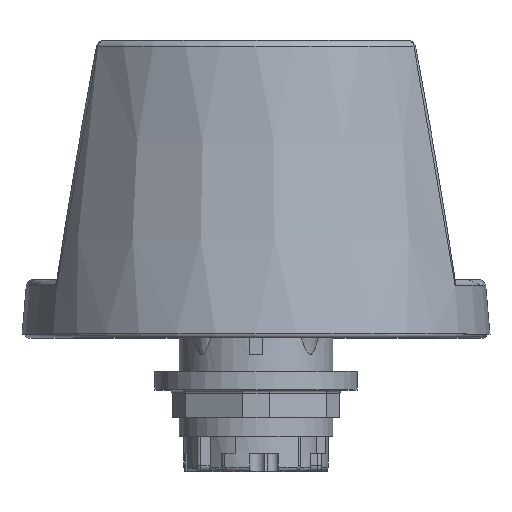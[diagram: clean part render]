
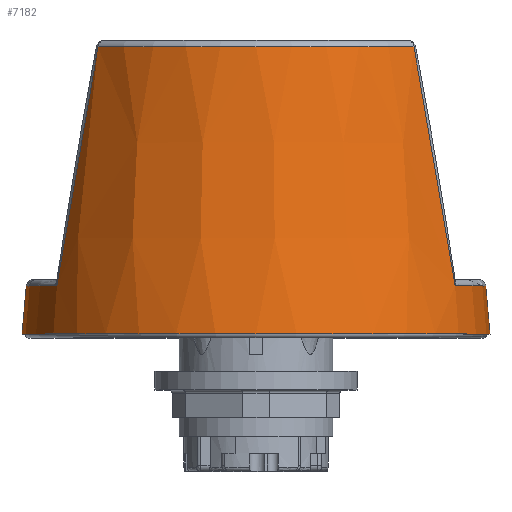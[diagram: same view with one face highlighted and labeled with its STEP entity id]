
A CAD part, top view. The second image highlights one B-rep face of the part: STEP entity #7182.
In plain terms, the highlighted conical face has half-angle 5 degrees and reference radius 31.663 mm.
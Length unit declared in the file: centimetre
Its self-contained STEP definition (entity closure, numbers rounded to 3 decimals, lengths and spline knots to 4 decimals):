
#99=FACE_BOUND('',#1230,.T.);
#133=CONICAL_SURFACE('',#7892,3.1663,5.);
#321=B_SPLINE_CURVE_WITH_KNOTS('',3,(#13228,#13229,#13230,#13231),
 .UNSPECIFIED.,.F.,.F.,(4,4),(-4.2818,-0.8003),
 .UNSPECIFIED.);
#324=B_SPLINE_CURVE_WITH_KNOTS('',3,(#13282,#13283,#13284,#13285),
 .UNSPECIFIED.,.F.,.F.,(4,4),(-3.677,-0.1955),
 .UNSPECIFIED.);
#331=B_SPLINE_CURVE_WITH_KNOTS('',3,(#13394,#13395,#13396,#13397),
 .UNSPECIFIED.,.F.,.F.,(4,4),(-3.677,-0.1955),
 .UNSPECIFIED.);
#336=B_SPLINE_CURVE_WITH_KNOTS('',3,(#13478,#13479,#13480,#13481),
 .UNSPECIFIED.,.F.,.F.,(4,4),(-4.2818,-0.8003),
 .UNSPECIFIED.);
#783=FACE_OUTER_BOUND('',#1229,.T.);
#1229=EDGE_LOOP('',(#5810));
#1230=EDGE_LOOP('',(#5811,#5812,#5813,#5814,#5815,#5816,#5817,#5818));
#1718=CIRCLE('',#7868,2.9905);
#1720=CIRCLE('',#7872,3.2897);
#1722=CIRCLE('',#7875,3.2897);
#1724=CIRCLE('',#7878,2.9905);
#1730=CIRCLE('',#7893,3.35);
#3205=VERTEX_POINT('',#13181);
#3207=VERTEX_POINT('',#13186);
#3210=VERTEX_POINT('',#13227);
#3212=VERTEX_POINT('',#13281);
#3221=VERTEX_POINT('',#13357);
#3223=VERTEX_POINT('',#13393);
#3231=VERTEX_POINT('',#13438);
#3233=VERTEX_POINT('',#13477);
#3239=VERTEX_POINT('',#13604);
#4125=EDGE_CURVE('',#3205,#3210,#321,.T.);
#4128=EDGE_CURVE('',#3212,#3207,#324,.T.);
#4143=EDGE_CURVE('',#3223,#3221,#331,.T.);
#4155=EDGE_CURVE('',#3221,#3231,#1718,.T.);
#4158=EDGE_CURVE('',#3231,#3233,#336,.T.);
#4166=EDGE_CURVE('',#3233,#3212,#1720,.T.);
#4168=EDGE_CURVE('',#3210,#3223,#1722,.T.);
#4170=EDGE_CURVE('',#3207,#3205,#1724,.T.);
#4183=EDGE_CURVE('',#3239,#3239,#1730,.T.);
#5810=ORIENTED_EDGE('',*,*,#4183,.F.);
#5811=ORIENTED_EDGE('',*,*,#4143,.F.);
#5812=ORIENTED_EDGE('',*,*,#4168,.F.);
#5813=ORIENTED_EDGE('',*,*,#4125,.F.);
#5814=ORIENTED_EDGE('',*,*,#4170,.F.);
#5815=ORIENTED_EDGE('',*,*,#4128,.F.);
#5816=ORIENTED_EDGE('',*,*,#4166,.F.);
#5817=ORIENTED_EDGE('',*,*,#4158,.F.);
#5818=ORIENTED_EDGE('',*,*,#4155,.F.);
#7182=ADVANCED_FACE('',(#783,#99),#133,.T.);
#7868=AXIS2_PLACEMENT_3D('',#13442,#9475,#9476);
#7872=AXIS2_PLACEMENT_3D('',#13543,#9485,#9486);
#7875=AXIS2_PLACEMENT_3D('',#13546,#9491,#9492);
#7878=AXIS2_PLACEMENT_3D('',#13549,#9497,#9498);
#7892=AXIS2_PLACEMENT_3D('',#13603,#9529,#9530);
#7893=AXIS2_PLACEMENT_3D('',#13605,#9531,#9532);
#9475=DIRECTION('center_axis',(0.,1.,0.));
#9476=DIRECTION('ref_axis',(0.,0.,
-1.));
#9485=DIRECTION('center_axis',(0.,1.,0.));
#9486=DIRECTION('ref_axis',(-1.,0.,0.));
#9491=DIRECTION('center_axis',(0.,1.,0.));
#9492=DIRECTION('ref_axis',(1.,0.,0.));
#9497=DIRECTION('center_axis',(0.,1.,0.));
#9498=DIRECTION('ref_axis',(0.,0.,1.));
#9529=DIRECTION('center_axis',(0.,-1.,0.));
#9530=DIRECTION('ref_axis',(-1.,0.,0.));
#9531=DIRECTION('center_axis',(0.,-1.,0.));
#9532=DIRECTION('ref_axis',(-1.,0.,0.));
#13181=CARTESIAN_POINT('',(2.0985,4.1855,1.956));
#13186=CARTESIAN_POINT('',(-2.4258,4.1855,1.956));
#13227=CARTESIAN_POINT('',(2.6874,0.7655,1.6413));
#13228=CARTESIAN_POINT('Ctrl Pts',(2.0985,4.1855,1.956));
#13229=CARTESIAN_POINT('Ctrl Pts',(2.3207,3.0498,1.851));
#13230=CARTESIAN_POINT('Ctrl Pts',(2.5117,1.9087,1.746));
#13231=CARTESIAN_POINT('Ctrl Pts',(2.6874,0.7655,1.6413));
#13281=CARTESIAN_POINT('',(-3.0147,0.7655,1.6413));
#13282=CARTESIAN_POINT('Ctrl Pts',(-3.0147,0.7655,
1.6413));
#13283=CARTESIAN_POINT('Ctrl Pts',(-2.839,1.9087,1.746));
#13284=CARTESIAN_POINT('Ctrl Pts',(-2.6479,3.0498,1.851));
#13285=CARTESIAN_POINT('Ctrl Pts',(-2.4258,4.1855,1.956));
#13357=CARTESIAN_POINT('',(2.0985,4.1855,-1.956));
#13393=CARTESIAN_POINT('',(2.6874,0.7655,-1.6413));
#13394=CARTESIAN_POINT('Ctrl Pts',(2.6874,0.7655,-1.6413));
#13395=CARTESIAN_POINT('Ctrl Pts',(2.5117,1.9087,-1.746));
#13396=CARTESIAN_POINT('Ctrl Pts',(2.3207,3.0498,-1.851));
#13397=CARTESIAN_POINT('Ctrl Pts',(2.0985,4.1855,-1.956));
#13438=CARTESIAN_POINT('',(-2.4258,4.1855,-1.956));
#13442=CARTESIAN_POINT('Origin',(-0.1636,4.1855,0.));
#13477=CARTESIAN_POINT('',(-3.0147,0.7655,-1.6413));
#13478=CARTESIAN_POINT('Ctrl Pts',(-2.4258,4.1855,-1.956));
#13479=CARTESIAN_POINT('Ctrl Pts',(-2.6479,3.0498,-1.851));
#13480=CARTESIAN_POINT('Ctrl Pts',(-2.839,1.9087,-1.746));
#13481=CARTESIAN_POINT('Ctrl Pts',(-3.0147,0.7655,
-1.6413));
#13543=CARTESIAN_POINT('Origin',(-0.1636,0.7655,0.));
#13546=CARTESIAN_POINT('Origin',(-0.1636,0.7655,0.));
#13549=CARTESIAN_POINT('Origin',(-0.1636,4.1855,0.));
#13603=CARTESIAN_POINT('Origin',(-0.1636,2.1768,0.));
#13604=CARTESIAN_POINT('',(-3.5136,0.0768,0.));
#13605=CARTESIAN_POINT('Origin',(-0.1636,0.0768,
0.));
